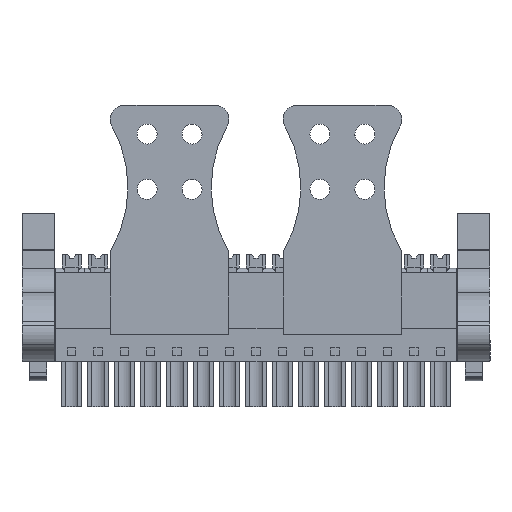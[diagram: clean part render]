
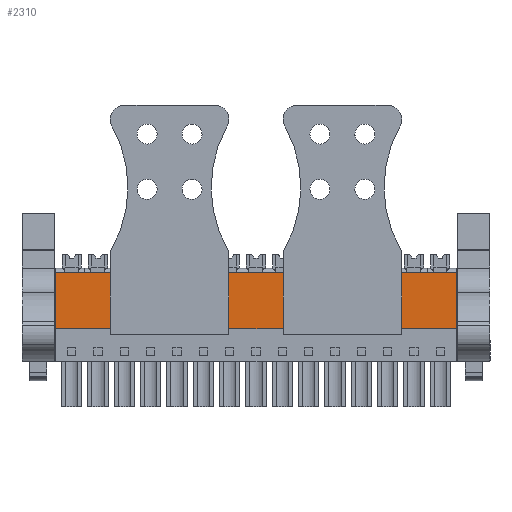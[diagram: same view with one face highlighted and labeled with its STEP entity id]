
A CAD part, front view. The second image highlights one B-rep face of the part: STEP entity #2310.
In plain terms, the highlighted planar face has unit normal (0, -1, 0).
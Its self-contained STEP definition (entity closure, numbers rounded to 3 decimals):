
#2290=AXIS2_PLACEMENT_3D('Plane Axis2P3D',#2287,#2288,#2289) ;
#77=CARTESIAN_POINT('Vertex',(4.9,2.029,11.25)) ;
#80=CARTESIAN_POINT('Line Origine',(4.9,2.029,15.325)) ;
#84=CARTESIAN_POINT('Vertex',(4.9,2.029,19.4)) ;
#2272=CARTESIAN_POINT('Vertex',(62.84,2.029,11.25)) ;
#2275=CARTESIAN_POINT('Line Origine',(33.87,2.029,11.25)) ;
#2287=CARTESIAN_POINT('Axis2P3D Location',(31.47,2.029,19.4)) ;
#2292=CARTESIAN_POINT('Line Origine',(62.84,2.029,15.325)) ;
#2296=CARTESIAN_POINT('Vertex',(62.84,2.029,19.4)) ;
#2299=CARTESIAN_POINT('Line Origine',(33.87,2.029,19.4)) ;
#81=DIRECTION('Vector Direction',(0.,0.,1.)) ;
#2276=DIRECTION('Vector Direction',(1.,0.,0.)) ;
#2288=DIRECTION('Axis2P3D Direction',(0.,-1.,0.)) ;
#2289=DIRECTION('Axis2P3D XDirection',(0.,0.,-1.)) ;
#2293=DIRECTION('Vector Direction',(0.,0.,-1.)) ;
#2300=DIRECTION('Vector Direction',(1.,0.,0.)) ;
#82=VECTOR('Line Direction',#81,1.) ;
#2277=VECTOR('Line Direction',#2276,1.) ;
#2294=VECTOR('Line Direction',#2293,1.) ;
#2301=VECTOR('Line Direction',#2300,1.) ;
#2305=ORIENTED_EDGE('',*,*,#2279,.T.) ;
#2306=ORIENTED_EDGE('',*,*,#2298,.F.) ;
#2307=ORIENTED_EDGE('',*,*,#2303,.F.) ;
#2308=ORIENTED_EDGE('',*,*,#86,.F.) ;
#2310=ADVANCED_FACE('HOUSING',(#2309),#2291,.T.) ;
#86=EDGE_CURVE('',#78,#85,#83,.T.) ;
#2279=EDGE_CURVE('',#78,#2273,#2278,.T.) ;
#2298=EDGE_CURVE('',#2297,#2273,#2295,.T.) ;
#2303=EDGE_CURVE('',#85,#2297,#2302,.T.) ;
#2304=EDGE_LOOP('',(#2305,#2306,#2307,#2308)) ;
#2309=FACE_OUTER_BOUND('',#2304,.T.) ;
#83=LINE('Line',#80,#82) ;
#2278=LINE('Line',#2275,#2277) ;
#2295=LINE('Line',#2292,#2294) ;
#2302=LINE('Line',#2299,#2301) ;
#2291=PLANE('',#2290) ;
#78=VERTEX_POINT('',#77) ;
#85=VERTEX_POINT('',#84) ;
#2273=VERTEX_POINT('',#2272) ;
#2297=VERTEX_POINT('',#2296) ;
